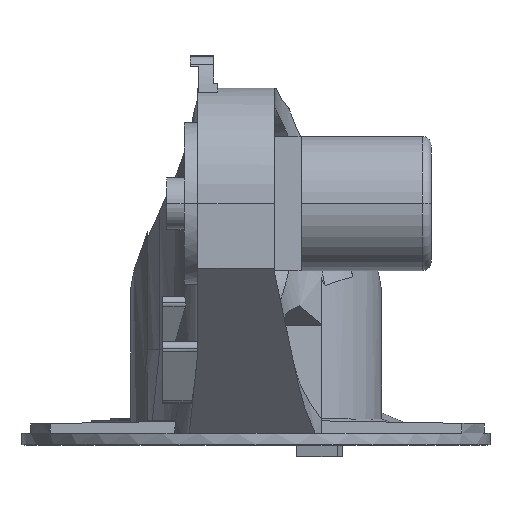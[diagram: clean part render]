
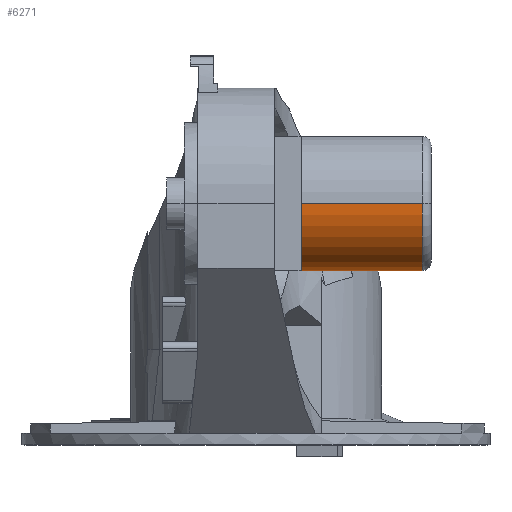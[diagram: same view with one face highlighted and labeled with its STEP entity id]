
A CAD part, top view. The second image highlights one B-rep face of the part: STEP entity #6271.
In plain terms, the highlighted cylindrical face has radius 77.5 mm (diameter 155 mm), a partial arc.
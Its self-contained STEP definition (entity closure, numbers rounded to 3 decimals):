
#63 = EDGE_CURVE ( 'NONE', #5996, #8438, #6901, .T. ) ;
#291 = EDGE_CURVE ( 'NONE', #5996, #1445, #2638, .T. ) ;
#342 = CIRCLE ( 'NONE', #11035, 77.5 ) ;
#499 = ORIENTED_EDGE ( 'NONE', *, *, #63, .F. ) ;
#562 = LINE ( 'NONE', #1617, #4833 ) ;
#919 = ORIENTED_EDGE ( 'NONE', *, *, #1026, .T. ) ;
#1026 = EDGE_CURVE ( 'NONE', #1445, #7674, #562, .T. ) ;
#1040 = DIRECTION ( 'NONE',  ( 1., 0., 0. ) ) ;
#1311 = VECTOR ( 'NONE', #10486, 1000. ) ;
#1445 = VERTEX_POINT ( 'NONE', #2575 ) ;
#1519 = ORIENTED_EDGE ( 'NONE', *, *, #10107, .T. ) ;
#1617 = CARTESIAN_POINT ( 'NONE',  ( 202., 278.077, 337.5 ) ) ;
#1627 = DIRECTION ( 'NONE',  ( 0., 0., -1. ) ) ;
#1693 = CYLINDRICAL_SURFACE ( 'NONE', #9834, 77.5 ) ;
#1807 = CARTESIAN_POINT ( 'NONE',  ( 202., 278.077, 260. ) ) ;
#1846 = CARTESIAN_POINT ( 'NONE',  ( 52., 278.077, 182.5 ) ) ;
#1859 = CARTESIAN_POINT ( 'NONE',  ( 52., 278.077, 260. ) ) ;
#2048 = CARTESIAN_POINT ( 'NONE',  ( 192., 278.077, 260. ) ) ;
#2575 = CARTESIAN_POINT ( 'NONE',  ( 192., 278.077, 337.5 ) ) ;
#2638 = CIRCLE ( 'NONE', #9202, 77.5 ) ;
#2704 = CARTESIAN_POINT ( 'NONE',  ( 192., 278.077, 182.5 ) ) ;
#2872 = DIRECTION ( 'NONE',  ( 0., 0., -1. ) ) ;
#3270 = ORIENTED_EDGE ( 'NONE', *, *, #291, .T. ) ;
#3435 = CARTESIAN_POINT ( 'NONE',  ( 202., 278.077, 182.5 ) ) ;
#4833 = VECTOR ( 'NONE', #6730, 1000. ) ;
#5970 = EDGE_LOOP ( 'NONE', ( #499, #3270, #919, #7147, #1519 ) ) ;
#5996 = VERTEX_POINT ( 'NONE', #2704 ) ;
#6094 = CARTESIAN_POINT ( 'NONE',  ( 52., 278.077, 260. ) ) ;
#6271 = ADVANCED_FACE ( 'NONE', ( #7266 ), #1693, .T. ) ;
#6390 = DIRECTION ( 'NONE',  ( -1., 0., 0. ) ) ;
#6730 = DIRECTION ( 'NONE',  ( -1., 0., 0. ) ) ;
#6901 = LINE ( 'NONE', #3435, #1311 ) ;
#7147 = ORIENTED_EDGE ( 'NONE', *, *, #8173, .T. ) ;
#7226 = CARTESIAN_POINT ( 'NONE',  ( 52., 278.077, 337.5 ) ) ;
#7266 = FACE_OUTER_BOUND ( 'NONE', #5970, .T. ) ;
#7269 = VERTEX_POINT ( 'NONE', #11491 ) ;
#7674 = VERTEX_POINT ( 'NONE', #7226 ) ;
#7822 = CIRCLE ( 'NONE', #11392, 77.5 ) ;
#8173 = EDGE_CURVE ( 'NONE', #7674, #7269, #7822, .T. ) ;
#8208 = DIRECTION ( 'NONE',  ( 0., 0., -1. ) ) ;
#8438 = VERTEX_POINT ( 'NONE', #1846 ) ;
#8979 = DIRECTION ( 'NONE',  ( -1., 0., 0. ) ) ;
#9202 = AXIS2_PLACEMENT_3D ( 'NONE', #2048, #6390, #2872 ) ;
#9677 = DIRECTION ( 'NONE',  ( 1., 0., 0. ) ) ;
#9834 = AXIS2_PLACEMENT_3D ( 'NONE', #1807, #8979, #9913 ) ;
#9913 = DIRECTION ( 'NONE',  ( 0., 0., 1. ) ) ;
#10107 = EDGE_CURVE ( 'NONE', #7269, #8438, #342, .T. ) ;
#10486 = DIRECTION ( 'NONE',  ( -1., 0., 0. ) ) ;
#11035 = AXIS2_PLACEMENT_3D ( 'NONE', #6094, #9677, #1627 ) ;
#11392 = AXIS2_PLACEMENT_3D ( 'NONE', #1859, #1040, #8208 ) ;
#11491 = CARTESIAN_POINT ( 'NONE',  ( 52., 200.577, 260. ) ) ;
